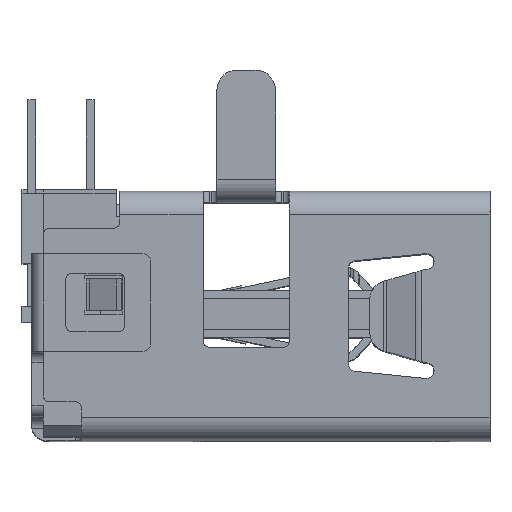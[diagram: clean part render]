
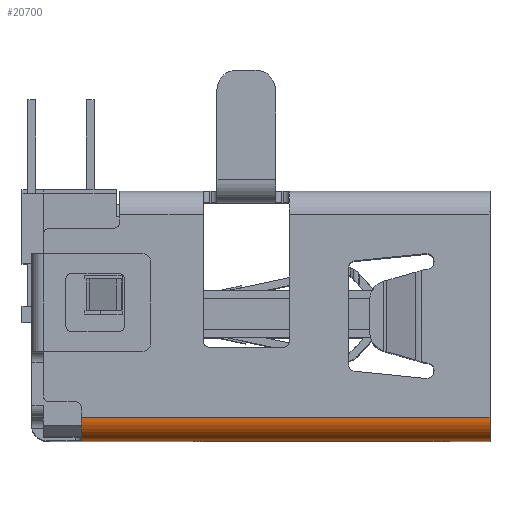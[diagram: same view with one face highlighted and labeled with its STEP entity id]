
A CAD part, top view. The second image highlights one B-rep face of the part: STEP entity #20700.
In plain terms, the highlighted cylindrical face has radius 0.6 mm (diameter 1.2 mm), a partial arc.
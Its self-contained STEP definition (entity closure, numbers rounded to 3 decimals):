
#2204=CARTESIAN_POINT('',(-1.8,-2.65,5.85));
#2205=DIRECTION('',(-1.,0.,0.));
#2206=DIRECTION('',(0.,-1.,0.));
#2207=AXIS2_PLACEMENT_3D('',#2204,#2205,#2206);
#2241=DIRECTION('',(-1.,0.,0.));
#2242=VECTOR('',#2241,10.483);
#2243=CARTESIAN_POINT('',(8.683,-2.65,6.45));
#2244=LINE('',#2243,#2242);
#2248=CARTESIAN_POINT('',(8.683,-2.65,5.85));
#2249=DIRECTION('',(-1.,0.,0.));
#2250=DIRECTION('',(0.,-1.,0.));
#2251=AXIS2_PLACEMENT_3D('',#2248,#2249,#2250);
#2256=DIRECTION('',(1.,0.,0.));
#2257=VECTOR('',#2256,10.483);
#2258=CARTESIAN_POINT('',(-1.8,-3.25,5.85));
#2259=LINE('',#2258,#2257);
#17880=CARTESIAN_POINT('',(-1.8,-3.25,5.85));
#17882=VERTEX_POINT('',#17880);
#18012=CARTESIAN_POINT('',(-1.8,-2.65,6.45));
#18013=VERTEX_POINT('',#18012);
#18152=CARTESIAN_POINT('',(8.683,-2.65,6.45));
#18153=VERTEX_POINT('',#18152);
#18154=CARTESIAN_POINT('',(8.683,-3.25,5.85));
#18155=VERTEX_POINT('',#18154);
#20686=CARTESIAN_POINT('',(8.35,-2.65,5.85));
#20687=DIRECTION('',(-1.,0.,0.));
#20688=DIRECTION('',(0.,0.,1.));
#20689=AXIS2_PLACEMENT_3D('',#20686,#20687,#20688);
#20690=CYLINDRICAL_SURFACE('',#20689,0.6);
#20692=ORIENTED_EDGE('',*,*,#20691,.F.);
#20694=ORIENTED_EDGE('',*,*,#20693,.F.);
#20696=ORIENTED_EDGE('',*,*,#20695,.F.);
#20697=ORIENTED_EDGE('',*,*,#20661,.T.);
#20698=EDGE_LOOP('',(#20692,#20694,#20696,#20697));
#20699=FACE_OUTER_BOUND('',#20698,.F.);
#2208=CIRCLE('',#2207,0.6);
#2252=CIRCLE('',#2251,0.6);
#20661=EDGE_CURVE('',#17882,#18013,#2208,.T.);
#20691=EDGE_CURVE('',#18153,#18013,#2244,.T.);
#20693=EDGE_CURVE('',#18155,#18153,#2252,.T.);
#20695=EDGE_CURVE('',#17882,#18155,#2259,.T.);
#20700=ADVANCED_FACE('',(#20699),#20690,.T.);
